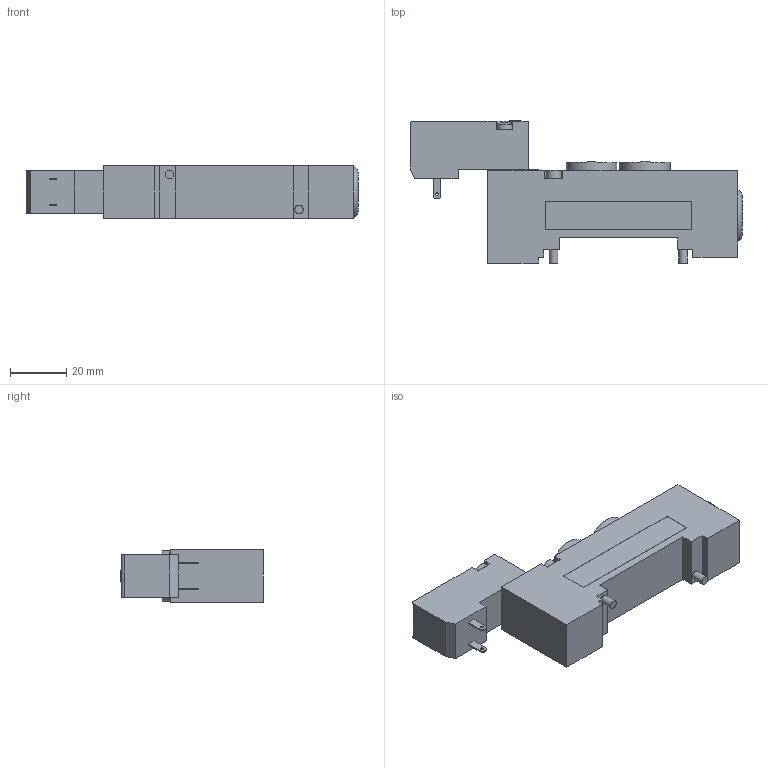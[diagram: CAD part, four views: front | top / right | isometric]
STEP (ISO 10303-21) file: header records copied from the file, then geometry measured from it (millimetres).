
FILE_DESCRIPTION((''),'2;1');
FILE_NAME('2431_52_00_39_1#.stp','2006-01-04T09:09:22',('rivolro1'),(''),'Autodesk Inventor 10','Autodesk Inventor 10','');
FILE_SCHEMA(('AUTOMOTIVE_DESIGN { 1 0 10303 214 1 1 1 1 }'));
Length unit declared in the file: millimetre
Products named in the file (3): 2431_52_00_39_1#; 2431_52_00_39; N33_-R0_
Assembly tree (2 placements, depth 2):
  2431_52_00_39_1#
    2431_52_00_39
    N33_-R0_
Bounding box: 118.1 x 50.7 x 18.5 mm (x, y, z)
Volume: 56421 mm3; surface area: 15908.4 mm2
Topology: 3 solids, 3 shells, 167 faces, 403 edges, 267 vertices
Faces by surface type: plane 121, bspline 26, cylinder 18, torus 1, sphere 1
Full cylindrical faces by diameter (mm): 1 x2, 3 x3, 3.9 x1, 5.4 x2, 5.8 x1, 18 x2
Entity records: 4920 total; most frequent: CARTESIAN_POINT 1101, DIRECTION 748, ORIENTED_EDGE 730, EDGE_CURVE 365, VECTOR 274, LINE 274, VERTEX_POINT 257, AXIS2_PLACEMENT_3D 237
